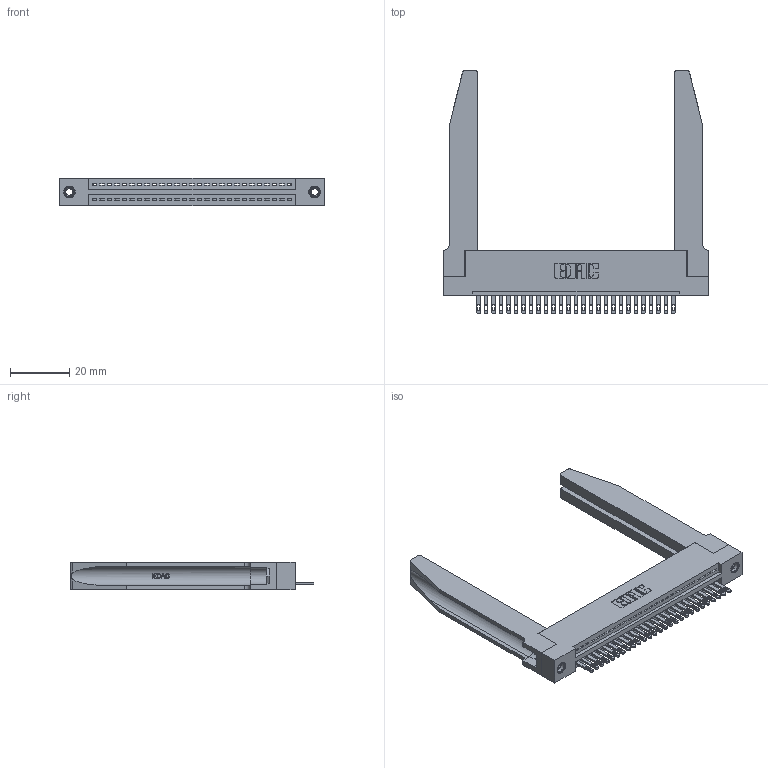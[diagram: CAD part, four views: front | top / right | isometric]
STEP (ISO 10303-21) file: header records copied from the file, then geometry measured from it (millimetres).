
FILE_DESCRIPTION (( 'STEP AP203' ), '1' );
FILE_NAME ('345-027-500-178.STEP', '2019-10-07T03:05:50', ( '' ), ( '' ), 'SwSTEP 2.0', 'SolidWorks 2016', '' );
FILE_SCHEMA (( 'CONFIG_CONTROL_DESIGN' ));
Length unit declared in the file: inch
Products named in the file (5): 345-220-078_345-220-078; 345-027-500-178; 345-250-001_345-250-001-102; 345-292-001_345-293-100; 345 Part_Flush Mounting Lugs - 0.156 Dia-TH
Assembly tree (32 placements, depth 2):
  345-027-500-178
    345 Part_Flush Mounting Lugs - 0.156 Dia-TH
    345-292-001_345-293-100  x27
    345-250-001_345-250-001-102  x2
    345-220-078_345-220-078  x2
Bounding box: 89.81 x 82.47 x 9.4 mm (x, y, z)
Volume: 16195 mm3; surface area: 17897.8 mm2
Topology: 32 solids, 32 shells, 1818 faces, 5485 edges, 3646 vertices
Faces by surface type: plane 1140, cylinder 626, bspline 36, cone 12, torus 4
Entity records: 27010 total; most frequent: CARTESIAN_POINT 5576, ORIENTED_EDGE 4434, DIRECTION 3901, EDGE_CURVE 2217, VECTOR 1879, LINE 1879, VERTEX_POINT 1472, AXIS2_PLACEMENT_3D 1011
